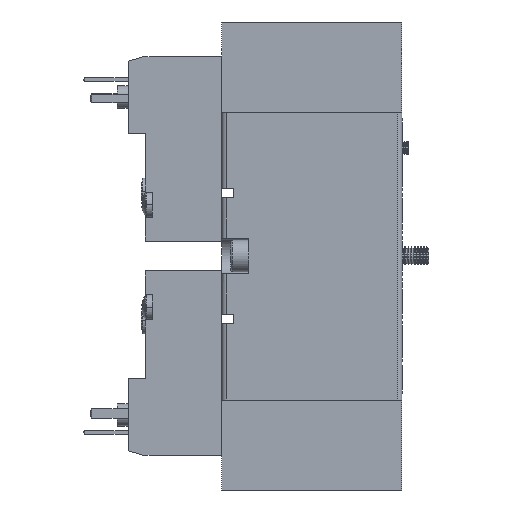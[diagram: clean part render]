
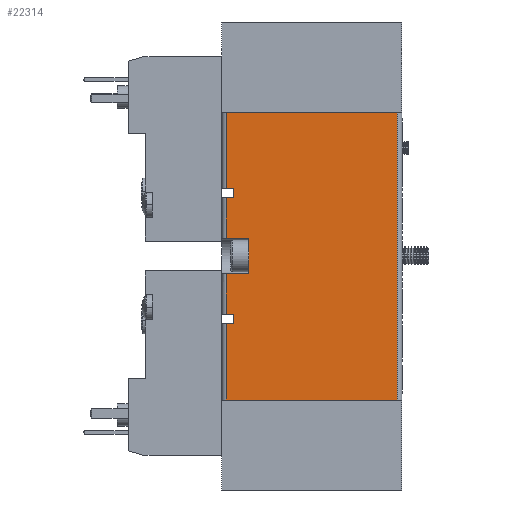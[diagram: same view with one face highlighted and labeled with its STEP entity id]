
A CAD part, left-side view. The second image highlights one B-rep face of the part: STEP entity #22314.
In plain terms, the highlighted planar face has unit normal (-1, 0, 0).
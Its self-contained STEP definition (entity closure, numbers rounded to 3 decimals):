
#975 = VECTOR ( 'NONE', #62043, 1000. ) ;
#1969 = VERTEX_POINT ( 'NONE', #51111 ) ;
#2269 = EDGE_CURVE ( 'NONE', #73011, #1969, #28477, .T. ) ;
#2288 = DIRECTION ( 'NONE',  ( 0., 1., 0. ) ) ;
#2561 = ORIENTED_EDGE ( 'NONE', *, *, #36814, .T. ) ;
#2834 = ORIENTED_EDGE ( 'NONE', *, *, #49157, .T. ) ;
#3847 = VECTOR ( 'NONE', #43324, 1000. ) ;
#3858 = CARTESIAN_POINT ( 'NONE',  ( 0., 37.4, 47. ) ) ;
#4845 = EDGE_CURVE ( 'NONE', #37924, #26611, #46292, .T. ) ;
#5223 = LINE ( 'NONE', #17855, #34651 ) ;
#6610 = CARTESIAN_POINT ( 'NONE',  ( 0., 34., 64. ) ) ;
#7130 = LINE ( 'NONE', #75703, #19121 ) ;
#7970 = VERTEX_POINT ( 'NONE', #55300 ) ;
#8722 = CARTESIAN_POINT ( 'NONE',  ( 0., 34., 28.103 ) ) ;
#9261 = VECTOR ( 'NONE', #64429, 1000. ) ;
#9468 = VERTEX_POINT ( 'NONE', #71423 ) ;
#9639 = AXIS2_PLACEMENT_3D ( 'NONE', #16684, #28493, #69382 ) ;
#10502 = LINE ( 'NONE', #28177, #55433 ) ;
#11087 = VECTOR ( 'NONE', #75900, 1000. ) ;
#12793 = DIRECTION ( 'NONE',  ( 0., 0., -1. ) ) ;
#12840 = VECTOR ( 'NONE', #74635, 1000. ) ;
#13016 = CARTESIAN_POINT ( 'NONE',  ( 0., 37.4, 45. ) ) ;
#13385 = EDGE_LOOP ( 'NONE', ( #20408, #35756, #30258, #70506, #33864, #45215, #70695, #39221, #37010, #2561, #51061, #40868, #53215, #2834, #49418, #26228 ) ) ;
#14813 = LINE ( 'NONE', #75655, #11087 ) ;
#14968 = CARTESIAN_POINT ( 'NONE',  ( 0., 39., 64. ) ) ;
#16639 = LINE ( 'NONE', #14968, #975 ) ;
#16684 = CARTESIAN_POINT ( 'NONE',  ( 0., 0., 64. ) ) ;
#16982 = EDGE_CURVE ( 'NONE', #7970, #43939, #40260, .T. ) ;
#17417 = CARTESIAN_POINT ( 'NONE',  ( 0., 39., 0. ) ) ;
#17855 = CARTESIAN_POINT ( 'NONE',  ( 0., 37.4, 47. ) ) ;
#17971 = EDGE_CURVE ( 'NONE', #23723, #44769, #5223, .T. ) ;
#18505 = CARTESIAN_POINT ( 'NONE',  ( 0., 39., 17. ) ) ;
#19054 = DIRECTION ( 'NONE',  ( 0., -1., 0. ) ) ;
#19121 = VECTOR ( 'NONE', #52482, 1000. ) ;
#19516 = LINE ( 'NONE', #66573, #3847 ) ;
#19794 = CARTESIAN_POINT ( 'NONE',  ( 0., 37.4, 17. ) ) ;
#20160 = VERTEX_POINT ( 'NONE', #17417 ) ;
#20408 = ORIENTED_EDGE ( 'NONE', *, *, #66355, .T. ) ;
#21373 = CARTESIAN_POINT ( 'NONE',  ( 0., 0., 64. ) ) ;
#22314 = ADVANCED_FACE ( 'NONE', ( #59901 ), #45857, .F. ) ;
#22897 = VECTOR ( 'NONE', #27272, 1000. ) ;
#22902 = CARTESIAN_POINT ( 'NONE',  ( 0., 39., 64. ) ) ;
#23723 = VERTEX_POINT ( 'NONE', #3858 ) ;
#23739 = DIRECTION ( 'NONE',  ( 0., 1., 0. ) ) ;
#26032 = CARTESIAN_POINT ( 'NONE',  ( 0., 39., 19. ) ) ;
#26228 = ORIENTED_EDGE ( 'NONE', *, *, #46687, .T. ) ;
#26474 = CARTESIAN_POINT ( 'NONE',  ( 0., 1., 64. ) ) ;
#26611 = VERTEX_POINT ( 'NONE', #8722 ) ;
#27272 = DIRECTION ( 'NONE',  ( 0., -1., 0. ) ) ;
#28177 = CARTESIAN_POINT ( 'NONE',  ( 0., 1., 64. ) ) ;
#28477 = LINE ( 'NONE', #73879, #12840 ) ;
#28493 = DIRECTION ( 'NONE',  ( 1., 0., 0. ) ) ;
#28818 = DIRECTION ( 'NONE',  ( 0., 0., -1. ) ) ;
#29421 = CARTESIAN_POINT ( 'NONE',  ( 0., 37.4, 19. ) ) ;
#30258 = ORIENTED_EDGE ( 'NONE', *, *, #35040, .T. ) ;
#31768 = VECTOR ( 'NONE', #28818, 1000. ) ;
#33335 = DIRECTION ( 'NONE',  ( 0., 0., 1. ) ) ;
#33524 = VERTEX_POINT ( 'NONE', #26474 ) ;
#33864 = ORIENTED_EDGE ( 'NONE', *, *, #44403, .T. ) ;
#34651 = VECTOR ( 'NONE', #23739, 1000. ) ;
#35040 = EDGE_CURVE ( 'NONE', #1969, #37924, #45347, .T. ) ;
#35756 = ORIENTED_EDGE ( 'NONE', *, *, #2269, .T. ) ;
#36252 = VECTOR ( 'NONE', #12793, 1000. ) ;
#36461 = CARTESIAN_POINT ( 'NONE',  ( 0., 34., 35.897 ) ) ;
#36814 = EDGE_CURVE ( 'NONE', #43939, #20160, #16639, .T. ) ;
#37010 = ORIENTED_EDGE ( 'NONE', *, *, #16982, .T. ) ;
#37134 = VECTOR ( 'NONE', #57428, 1000. ) ;
#37924 = VERTEX_POINT ( 'NONE', #55724 ) ;
#39221 = ORIENTED_EDGE ( 'NONE', *, *, #68162, .F. ) ;
#39632 = EDGE_CURVE ( 'NONE', #67024, #33524, #10502, .T. ) ;
#39943 = VERTEX_POINT ( 'NONE', #43474 ) ;
#40260 = LINE ( 'NONE', #19794, #55817 ) ;
#40868 = ORIENTED_EDGE ( 'NONE', *, *, #39632, .T. ) ;
#41637 = VERTEX_POINT ( 'NONE', #13016 ) ;
#43324 = DIRECTION ( 'NONE',  ( 0., 1., 0. ) ) ;
#43474 = CARTESIAN_POINT ( 'NONE',  ( 0., 37.4, 19. ) ) ;
#43540 = VECTOR ( 'NONE', #19054, 1000. ) ;
#43939 = VERTEX_POINT ( 'NONE', #18505 ) ;
#44403 = EDGE_CURVE ( 'NONE', #26611, #72758, #14813, .T. ) ;
#44419 = EDGE_CURVE ( 'NONE', #39943, #60741, #69751, .T. ) ;
#44769 = VERTEX_POINT ( 'NONE', #57734 ) ;
#45215 = ORIENTED_EDGE ( 'NONE', *, *, #73053, .T. ) ;
#45227 = EDGE_CURVE ( 'NONE', #9468, #33524, #69595, .T. ) ;
#45347 = LINE ( 'NONE', #36461, #43540 ) ;
#45857 = PLANE ( 'NONE',  #9639 ) ;
#46292 = LINE ( 'NONE', #6610, #36252 ) ;
#46687 = EDGE_CURVE ( 'NONE', #23723, #41637, #7130, .T. ) ;
#48585 = CARTESIAN_POINT ( 'NONE',  ( 0., 39., 28.103 ) ) ;
#49157 = EDGE_CURVE ( 'NONE', #9468, #44769, #64686, .T. ) ;
#49418 = ORIENTED_EDGE ( 'NONE', *, *, #17971, .F. ) ;
#50133 = CARTESIAN_POINT ( 'NONE',  ( 0., 1., 0. ) ) ;
#51061 = ORIENTED_EDGE ( 'NONE', *, *, #70779, .T. ) ;
#51111 = CARTESIAN_POINT ( 'NONE',  ( 0., 39., 35.897 ) ) ;
#51311 = CARTESIAN_POINT ( 'NONE',  ( 0., 39., 64. ) ) ;
#51753 = VECTOR ( 'NONE', #71583, 1000. ) ;
#52098 = VECTOR ( 'NONE', #33335, 1000. ) ;
#52482 = DIRECTION ( 'NONE',  ( 0., 0., -1. ) ) ;
#52679 = LINE ( 'NONE', #51311, #37134 ) ;
#53215 = ORIENTED_EDGE ( 'NONE', *, *, #45227, .F. ) ;
#53955 = LINE ( 'NONE', #74177, #52098 ) ;
#55300 = CARTESIAN_POINT ( 'NONE',  ( 0., 37.4, 17. ) ) ;
#55433 = VECTOR ( 'NONE', #69058, 1000. ) ;
#55724 = CARTESIAN_POINT ( 'NONE',  ( 0., 34., 35.897 ) ) ;
#55817 = VECTOR ( 'NONE', #2288, 1000. ) ;
#57428 = DIRECTION ( 'NONE',  ( 0., 0., -1. ) ) ;
#57734 = CARTESIAN_POINT ( 'NONE',  ( 0., 39., 47. ) ) ;
#59901 = FACE_OUTER_BOUND ( 'NONE', #13385, .T. ) ;
#60741 = VERTEX_POINT ( 'NONE', #26032 ) ;
#62043 = DIRECTION ( 'NONE',  ( 0., 0., -1. ) ) ;
#64429 = DIRECTION ( 'NONE',  ( 0., 1., 0. ) ) ;
#64686 = LINE ( 'NONE', #22902, #31768 ) ;
#65744 = CARTESIAN_POINT ( 'NONE',  ( 0., 0., 0. ) ) ;
#66355 = EDGE_CURVE ( 'NONE', #41637, #73011, #19516, .T. ) ;
#66573 = CARTESIAN_POINT ( 'NONE',  ( 0., 37.4, 45. ) ) ;
#67024 = VERTEX_POINT ( 'NONE', #50133 ) ;
#68162 = EDGE_CURVE ( 'NONE', #7970, #39943, #53955, .T. ) ;
#68214 = CARTESIAN_POINT ( 'NONE',  ( 0., 39., 45. ) ) ;
#69058 = DIRECTION ( 'NONE',  ( 0., 0., 1. ) ) ;
#69153 = LINE ( 'NONE', #65744, #51753 ) ;
#69382 = DIRECTION ( 'NONE',  ( 0., 0., -1. ) ) ;
#69595 = LINE ( 'NONE', #21373, #22897 ) ;
#69751 = LINE ( 'NONE', #29421, #9261 ) ;
#70506 = ORIENTED_EDGE ( 'NONE', *, *, #4845, .T. ) ;
#70695 = ORIENTED_EDGE ( 'NONE', *, *, #44419, .F. ) ;
#70779 = EDGE_CURVE ( 'NONE', #20160, #67024, #69153, .T. ) ;
#71423 = CARTESIAN_POINT ( 'NONE',  ( 0., 39., 64. ) ) ;
#71583 = DIRECTION ( 'NONE',  ( 0., -1., 0. ) ) ;
#72758 = VERTEX_POINT ( 'NONE', #48585 ) ;
#73011 = VERTEX_POINT ( 'NONE', #68214 ) ;
#73053 = EDGE_CURVE ( 'NONE', #72758, #60741, #52679, .T. ) ;
#73879 = CARTESIAN_POINT ( 'NONE',  ( 0., 39., 64. ) ) ;
#74177 = CARTESIAN_POINT ( 'NONE',  ( 0., 37.4, 17. ) ) ;
#74635 = DIRECTION ( 'NONE',  ( 0., 0., -1. ) ) ;
#75655 = CARTESIAN_POINT ( 'NONE',  ( 0., 34., 28.103 ) ) ;
#75703 = CARTESIAN_POINT ( 'NONE',  ( 0., 37.4, 47. ) ) ;
#75900 = DIRECTION ( 'NONE',  ( 0., 1., 0. ) ) ;
